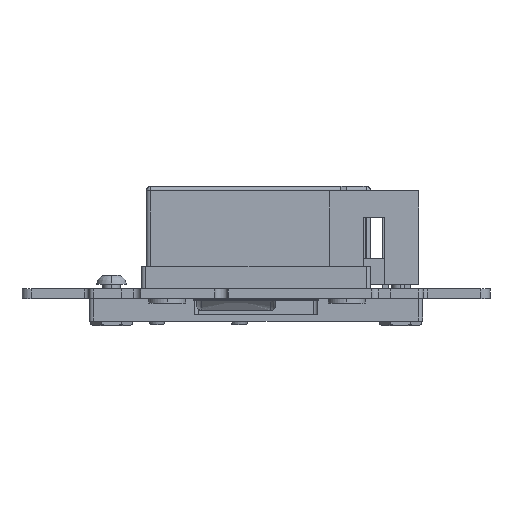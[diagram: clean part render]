
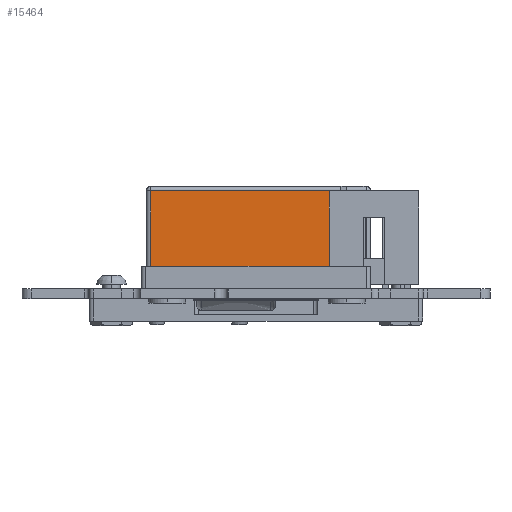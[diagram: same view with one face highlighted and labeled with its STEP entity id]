
A CAD part, front view. The second image highlights one B-rep face of the part: STEP entity #15464.
In plain terms, the highlighted face is planar.
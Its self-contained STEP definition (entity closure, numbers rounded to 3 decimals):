
#11294 = EDGE_CURVE('',#11295,#11297,#11299,.T.);
#11295 = VERTEX_POINT('',#11296);
#11296 = CARTESIAN_POINT('',(-3.7,0.,24.5));
#11297 = VERTEX_POINT('',#11298);
#11298 = CARTESIAN_POINT('',(-3.7,0.,0.5));
#11299 = LINE('',#11300,#11301);
#11300 = CARTESIAN_POINT('',(-3.7,0.,25.));
#11301 = VECTOR('',#11302,1.);
#11302 = DIRECTION('',(0.,0.,-1.));
#15464 = ADVANCED_FACE('',(#15465),#15522,.F.);
#15465 = FACE_BOUND('',#15466,.T.);
#15466 = EDGE_LOOP('',(#15467,#15468,#15476,#15484,#15492,#15500,#15508,
    #15516));
#15467 = ORIENTED_EDGE('',*,*,#11294,.F.);
#15468 = ORIENTED_EDGE('',*,*,#15469,.T.);
#15469 = EDGE_CURVE('',#11295,#15470,#15472,.T.);
#15470 = VERTEX_POINT('',#15471);
#15471 = CARTESIAN_POINT('',(-3.7,9.5,24.5));
#15472 = LINE('',#15473,#15474);
#15473 = CARTESIAN_POINT('',(-3.7,10.,24.5));
#15474 = VECTOR('',#15475,1.);
#15475 = DIRECTION('',(0.,1.,0.));
#15476 = ORIENTED_EDGE('',*,*,#15477,.T.);
#15477 = EDGE_CURVE('',#15470,#15478,#15480,.T.);
#15478 = VERTEX_POINT('',#15479);
#15479 = CARTESIAN_POINT('',(-3.7,9.5,22.3));
#15480 = LINE('',#15481,#15482);
#15481 = CARTESIAN_POINT('',(-3.7,9.5,25.));
#15482 = VECTOR('',#15483,1.);
#15483 = DIRECTION('',(0.,0.,-1.));
#15484 = ORIENTED_EDGE('',*,*,#15485,.F.);
#15485 = EDGE_CURVE('',#15486,#15478,#15488,.T.);
#15486 = VERTEX_POINT('',#15487);
#15487 = CARTESIAN_POINT('',(-3.7,5.25,22.3));
#15488 = LINE('',#15489,#15490);
#15489 = CARTESIAN_POINT('',(-3.7,4.469,22.3));
#15490 = VECTOR('',#15491,1.);
#15491 = DIRECTION('',(0.,1.,0.));
#15492 = ORIENTED_EDGE('',*,*,#15493,.T.);
#15493 = EDGE_CURVE('',#15486,#15494,#15496,.T.);
#15494 = VERTEX_POINT('',#15495);
#15495 = CARTESIAN_POINT('',(-3.7,5.25,21.7));
#15496 = LINE('',#15497,#15498);
#15497 = CARTESIAN_POINT('',(-3.7,5.25,21.7));
#15498 = VECTOR('',#15499,1.);
#15499 = DIRECTION('',(0.,0.,-1.));
#15500 = ORIENTED_EDGE('',*,*,#15501,.T.);
#15501 = EDGE_CURVE('',#15494,#15502,#15504,.T.);
#15502 = VERTEX_POINT('',#15503);
#15503 = CARTESIAN_POINT('',(-3.7,9.5,21.7));
#15504 = LINE('',#15505,#15506);
#15505 = CARTESIAN_POINT('',(-3.7,4.469,21.7));
#15506 = VECTOR('',#15507,1.);
#15507 = DIRECTION('',(0.,1.,0.));
#15508 = ORIENTED_EDGE('',*,*,#15509,.T.);
#15509 = EDGE_CURVE('',#15502,#15510,#15512,.T.);
#15510 = VERTEX_POINT('',#15511);
#15511 = CARTESIAN_POINT('',(-3.7,9.5,0.5));
#15512 = LINE('',#15513,#15514);
#15513 = CARTESIAN_POINT('',(-3.7,9.5,25.));
#15514 = VECTOR('',#15515,1.);
#15515 = DIRECTION('',(0.,0.,-1.));
#15516 = ORIENTED_EDGE('',*,*,#15517,.T.);
#15517 = EDGE_CURVE('',#15510,#11297,#15518,.T.);
#15518 = LINE('',#15519,#15520);
#15519 = CARTESIAN_POINT('',(-3.7,10.,0.5));
#15520 = VECTOR('',#15521,1.);
#15521 = DIRECTION('',(0.,-1.,0.));
#15522 = PLANE('',#15523);
#15523 = AXIS2_PLACEMENT_3D('',#15524,#15525,#15526);
#15524 = CARTESIAN_POINT('',(-3.7,10.,25.));
#15525 = DIRECTION('',(1.,0.,0.));
#15526 = DIRECTION('',(0.,1.,0.));
